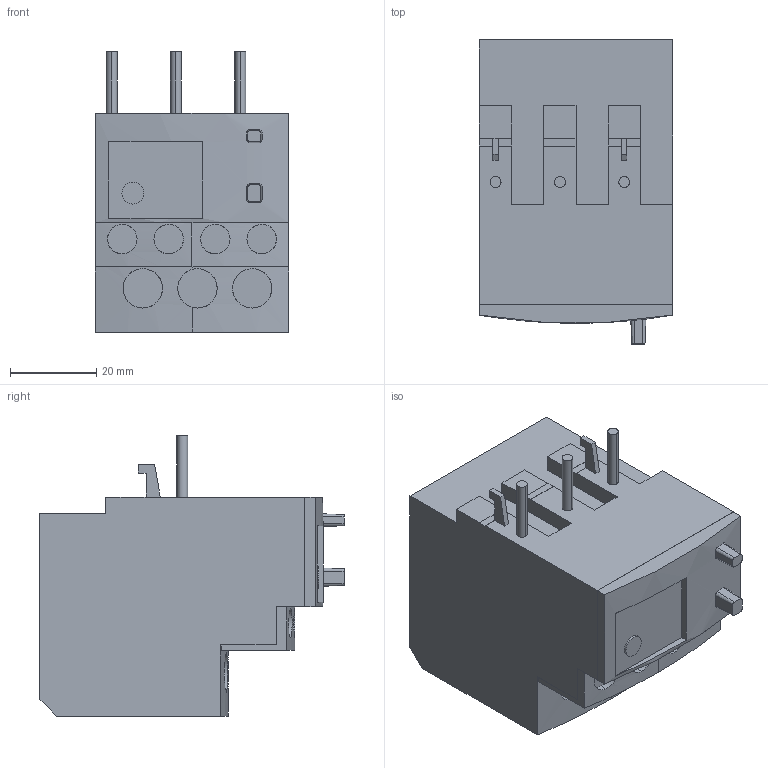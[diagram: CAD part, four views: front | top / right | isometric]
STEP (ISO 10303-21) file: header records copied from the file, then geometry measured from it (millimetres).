
FILE_DESCRIPTION(('starvars output'),'2;1');
FILE_NAME('LR3D21_3D.stp','10:24:05 2020/03/31',( 'Thomas Industrial Network Germany GmbH'),( 'Thomas Industrial Network Germany GmbH'),'unknown preprocess','ACIS' ,'unknown authorization');
FILE_SCHEMA(('AUTOMOTIVE_DESIGN_CC2 {UNKNOWN IMPLEMENTATION LEVEL}'));
Length unit declared in the file: millimetre
Products named in the file (1): PRODUCT_ID_333
Bounding box: 44.8 x 70.57 x 65.04 mm (x, y, z)
Volume: 123596 mm3; surface area: 17756.2 mm2
Topology: 1 solids, 1 shells, 118 faces, 313 edges, 211 vertices
Faces by surface type: plane 81, cylinder 29, cone 8
Entity records: 4584 total; most frequent: CARTESIAN_POINT 889, ORIENTED_EDGE 626, DIRECTION 449, EDGE_CURVE 313, VERTEX_POINT 211, VECTOR 199, LINE 199, EDGE_LOOP 132
